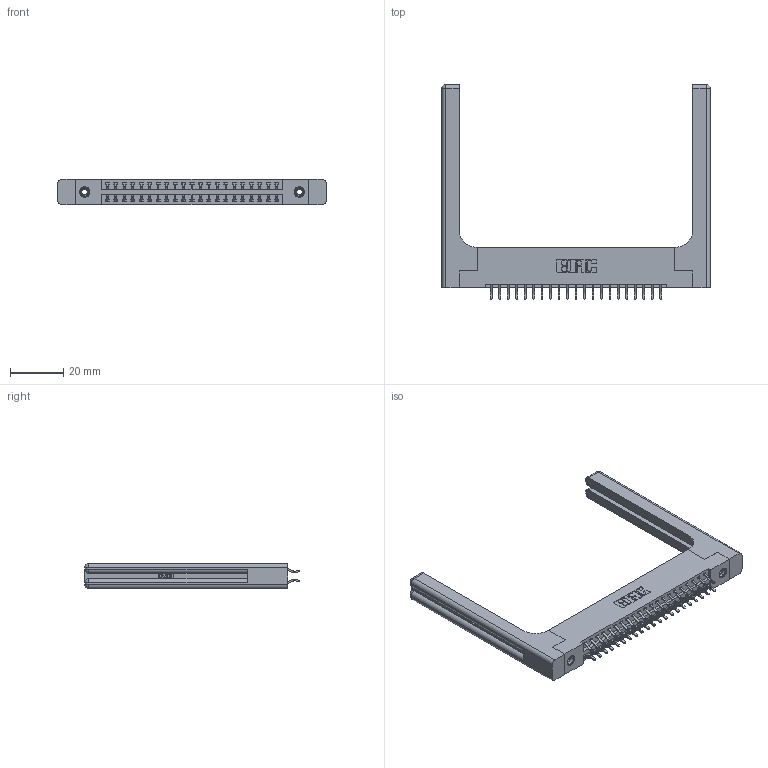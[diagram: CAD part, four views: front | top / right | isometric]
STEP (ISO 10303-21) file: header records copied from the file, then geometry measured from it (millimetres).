
FILE_DESCRIPTION (( 'STEP AP203' ), '1' );
FILE_NAME ('396-042-556-258.STEP', '2019-10-30T11:11:51', ( '' ), ( '' ), 'SwSTEP 2.0', 'SolidWorks 2016', '' );
FILE_SCHEMA (( 'CONFIG_CONTROL_DESIGN' ));
Length unit declared in the file: inch
Products named in the file (5): 346 Part_Flush Mounting Lugs - 0.156 Dia-TH; 396-042-556-258; 346-220-058_345-220-058; 345-250-001_345-250-001-102; 345-292-001_556 Tail
Assembly tree (47 placements, depth 2):
  396-042-556-258
    346 Part_Flush Mounting Lugs - 0.156 Dia-TH
    345-292-001_556 Tail  x42
    345-250-001_345-250-001-102  x2
    346-220-058_345-220-058  x2
Bounding box: 100.74 x 80.53 x 9.4 mm (x, y, z)
Volume: 17152.5 mm3; surface area: 17879.7 mm2
Topology: 47 solids, 47 shells, 2814 faces, 8261 edges, 5430 vertices
Faces by surface type: plane 1862, cylinder 892, bspline 36, cone 12, sphere 8, torus 4
Entity records: 21934 total; most frequent: CARTESIAN_POINT 4665, ORIENTED_EDGE 3384, DIRECTION 3084, EDGE_CURVE 1692, LINE 1376, VECTOR 1376, VERTEX_POINT 1118, AXIS2_PLACEMENT_3D 854
